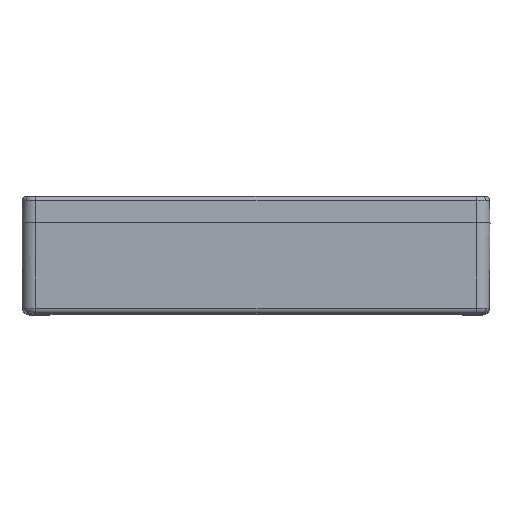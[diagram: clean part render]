
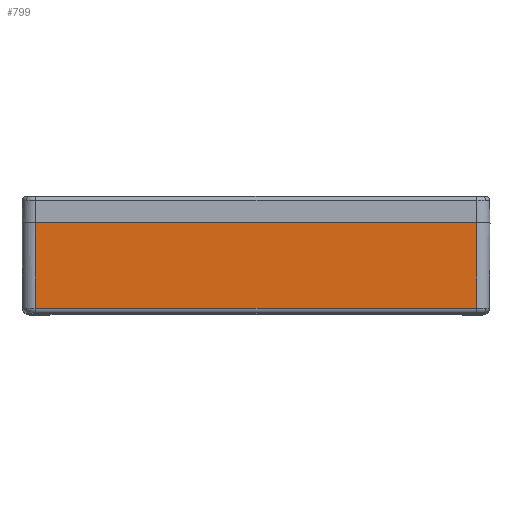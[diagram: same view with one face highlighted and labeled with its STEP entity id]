
A CAD part, top view. The second image highlights one B-rep face of the part: STEP entity #799.
In plain terms, the highlighted planar face has unit normal (0, -0.007, 1).
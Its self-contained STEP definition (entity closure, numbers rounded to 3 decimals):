
#368 = VERTEX_POINT ( 'NONE', #40619 ) ;
#799 = ADVANCED_FACE ( 'NONE', ( #30370 ), #16777, .T. ) ;
#1246 = EDGE_CURVE ( 'NONE', #368, #45936, #26690, .T. ) ;
#2423 = DIRECTION ( 'NONE',  ( 1., 0., 0. ) ) ;
#3616 = ORIENTED_EDGE ( 'NONE', *, *, #1246, .T. ) ;
#4910 = DIRECTION ( 'NONE',  ( 0., -0.007, 1. ) ) ;
#6022 = CARTESIAN_POINT ( 'NONE',  ( -169.518, -69.028, 179.518 ) ) ;
#10718 = VECTOR ( 'NONE', #14132, 1000. ) ;
#12491 = AXIS2_PLACEMENT_3D ( 'NONE', #41699, #4910, #40567 ) ;
#14132 = DIRECTION ( 'NONE',  ( 0.007, 1., 0.007 ) ) ;
#15086 = VECTOR ( 'NONE', #25310, 1000. ) ;
#16777 = PLANE ( 'NONE',  #12491 ) ;
#16926 = ORIENTED_EDGE ( 'NONE', *, *, #43934, .T. ) ;
#20209 = ORIENTED_EDGE ( 'NONE', *, *, #47870, .T. ) ;
#20629 = CARTESIAN_POINT ( 'NONE',  ( -180., -3., 179.979 ) ) ;
#21263 = ORIENTED_EDGE ( 'NONE', *, *, #47314, .T. ) ;
#21710 = LINE ( 'NONE', #42017, #10718 ) ;
#25310 = DIRECTION ( 'NONE',  ( -1., 0., 0. ) ) ;
#25430 = CARTESIAN_POINT ( 'NONE',  ( -170.001, 0.07, 180. ) ) ;
#25767 = CARTESIAN_POINT ( 'NONE',  ( 169.491, -69.028, 179.518 ) ) ;
#26690 = LINE ( 'NONE', #25430, #37593 ) ;
#27495 = LINE ( 'NONE', #20629, #15086 ) ;
#30370 = FACE_OUTER_BOUND ( 'NONE', #45952, .T. ) ;
#32088 = VECTOR ( 'NONE', #2423, 1000. ) ;
#32971 = CARTESIAN_POINT ( 'NONE',  ( 169.518, -69.028, 179.518 ) ) ;
#34766 = DIRECTION ( 'NONE',  ( 0.007, -1., -0.007 ) ) ;
#37593 = VECTOR ( 'NONE', #34766, 1000. ) ;
#38722 = VERTEX_POINT ( 'NONE', #59151 ) ;
#40567 = DIRECTION ( 'NONE',  ( 0., -1., -0.007 ) ) ;
#40619 = CARTESIAN_POINT ( 'NONE',  ( -169.979, -3., 179.979 ) ) ;
#41699 = CARTESIAN_POINT ( 'NONE',  ( -180., 0., 180. ) ) ;
#42017 = CARTESIAN_POINT ( 'NONE',  ( 169.983, -2.443, 179.983 ) ) ;
#43934 = EDGE_CURVE ( 'NONE', #45936, #48108, #56903, .T. ) ;
#45936 = VERTEX_POINT ( 'NONE', #6022 ) ;
#45952 = EDGE_LOOP ( 'NONE', ( #3616, #16926, #21263, #20209 ) ) ;
#47314 = EDGE_CURVE ( 'NONE', #48108, #38722, #21710, .T. ) ;
#47870 = EDGE_CURVE ( 'NONE', #38722, #368, #27495, .T. ) ;
#48108 = VERTEX_POINT ( 'NONE', #32971 ) ;
#56903 = LINE ( 'NONE', #25767, #32088 ) ;
#59151 = CARTESIAN_POINT ( 'NONE',  ( 169.979, -3., 179.979 ) ) ;
